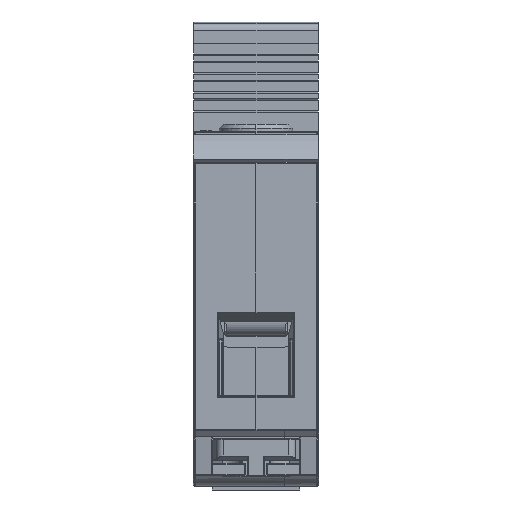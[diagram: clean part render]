
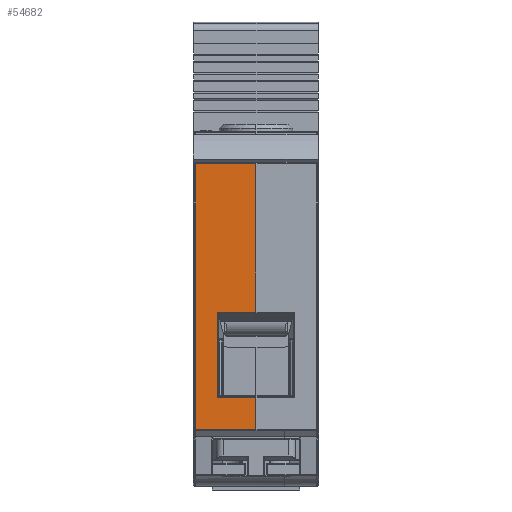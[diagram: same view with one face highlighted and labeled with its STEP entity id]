
A CAD part, front view. The second image highlights one B-rep face of the part: STEP entity #54682.
In plain terms, the highlighted planar face has unit normal (0, -1, 0).
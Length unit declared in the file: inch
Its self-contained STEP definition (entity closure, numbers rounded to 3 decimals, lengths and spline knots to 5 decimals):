
#351 = DIRECTION ( 'NONE',  ( 0., -1., 0. ) ) ;
#1074 = EDGE_CURVE ( 'NONE', #159841, #130599, #38015, .T. ) ;
#4426 = CARTESIAN_POINT ( 'NONE',  ( -0.21755, -1.77165, -0.49812 ) ) ;
#5783 = ORIENTED_EDGE ( 'NONE', *, *, #141391, .T. ) ;
#6234 = ORIENTED_EDGE ( 'NONE', *, *, #109029, .T. ) ;
#7133 = CARTESIAN_POINT ( 'NONE',  ( 0., -1.77165, -0.49812 ) ) ;
#13922 = ORIENTED_EDGE ( 'NONE', *, *, #78469, .T. ) ;
#20398 = DIRECTION ( 'NONE',  ( 0., 0., 1. ) ) ;
#21120 = CARTESIAN_POINT ( 'NONE',  ( 0., -1.77165, -0.49812 ) ) ;
#23283 = DIRECTION ( 'NONE',  ( 0., 0., 1. ) ) ;
#25158 = LINE ( 'NONE', #151534, #104873 ) ;
#32603 = LINE ( 'NONE', #65025, #87373 ) ;
#32765 = CARTESIAN_POINT ( 'NONE',  ( 0., -1.77165, -0.67748 ) ) ;
#33181 = EDGE_CURVE ( 'NONE', #155034, #90750, #146835, .T. ) ;
#33398 = LINE ( 'NONE', #143910, #70147 ) ;
#37254 = LINE ( 'NONE', #126133, #133530 ) ;
#38015 = LINE ( 'NONE', #7133, #106697 ) ;
#40104 = VERTEX_POINT ( 'NONE', #84835 ) ;
#44024 = ORIENTED_EDGE ( 'NONE', *, *, #170599, .T. ) ;
#46314 = VERTEX_POINT ( 'NONE', #53185 ) ;
#51848 = DIRECTION ( 'NONE',  ( 0., 0., 1. ) ) ;
#53185 = CARTESIAN_POINT ( 'NONE',  ( -0.21755, -1.77165, -0.01858 ) ) ;
#54682 = ADVANCED_FACE ( 'NONE', ( #143575 ), #85521, .T. ) ;
#62627 = ORIENTED_EDGE ( 'NONE', *, *, #33181, .F. ) ;
#65025 = CARTESIAN_POINT ( 'NONE',  ( -0.21755, -1.77165, 0.99409 ) ) ;
#69269 = AXIS2_PLACEMENT_3D ( 'NONE', #142640, #351, #71468 ) ;
#70147 = VECTOR ( 'NONE', #172875, 39.37008 ) ;
#71468 = DIRECTION ( 'NONE',  ( 0., 0., -1. ) ) ;
#75410 = CARTESIAN_POINT ( 'NONE',  ( -0.34055, -1.77165, -0.67748 ) ) ;
#77740 = EDGE_CURVE ( 'NONE', #130599, #46314, #32603, .T. ) ;
#78469 = EDGE_CURVE ( 'NONE', #46314, #40104, #167780, .T. ) ;
#82546 = DIRECTION ( 'NONE',  ( 1., 0., 0. ) ) ;
#84835 = CARTESIAN_POINT ( 'NONE',  ( 0., -1.77165, -0.01858 ) ) ;
#85521 = PLANE ( 'NONE',  #69269 ) ;
#85655 = ORIENTED_EDGE ( 'NONE', *, *, #1074, .T. ) ;
#86192 = ORIENTED_EDGE ( 'NONE', *, *, #77740, .T. ) ;
#87373 = VECTOR ( 'NONE', #117772, 39.37008 ) ;
#89575 = ORIENTED_EDGE ( 'NONE', *, *, #174178, .T. ) ;
#90750 = VERTEX_POINT ( 'NONE', #100143 ) ;
#92421 = VERTEX_POINT ( 'NONE', #172011 ) ;
#98245 = VECTOR ( 'NONE', #51848, 39.37008 ) ;
#100143 = CARTESIAN_POINT ( 'NONE',  ( -0.34055, -1.77165, 0.81152 ) ) ;
#104873 = VECTOR ( 'NONE', #23283, 39.37008 ) ;
#105616 = CARTESIAN_POINT ( 'NONE',  ( -0.34055, -1.77165, 0.81152 ) ) ;
#106697 = VECTOR ( 'NONE', #179313, 39.37008 ) ;
#109029 = EDGE_CURVE ( 'NONE', #40104, #92421, #25158, .T. ) ;
#117772 = DIRECTION ( 'NONE',  ( 0., 0., 1. ) ) ;
#122979 = VECTOR ( 'NONE', #20398, 39.37008 ) ;
#126133 = CARTESIAN_POINT ( 'NONE',  ( 0., -1.77165, 0.81152 ) ) ;
#130599 = VERTEX_POINT ( 'NONE', #4426 ) ;
#133530 = VECTOR ( 'NONE', #183193, 39.37008 ) ;
#141391 = EDGE_CURVE ( 'NONE', #155034, #178264, #33398, .T. ) ;
#142640 = CARTESIAN_POINT ( 'NONE',  ( 0., -1.77165, 0.99409 ) ) ;
#143575 = FACE_OUTER_BOUND ( 'NONE', #169738, .T. ) ;
#143910 = CARTESIAN_POINT ( 'NONE',  ( 0., -1.77165, -0.67748 ) ) ;
#146835 = LINE ( 'NONE', #105616, #122979 ) ;
#151534 = CARTESIAN_POINT ( 'NONE',  ( 0., -1.77165, 0.99409 ) ) ;
#153709 = CARTESIAN_POINT ( 'NONE',  ( 0., -1.77165, -0.01858 ) ) ;
#155034 = VERTEX_POINT ( 'NONE', #75410 ) ;
#159841 = VERTEX_POINT ( 'NONE', #21120 ) ;
#167780 = LINE ( 'NONE', #153709, #183162 ) ;
#167885 = CARTESIAN_POINT ( 'NONE',  ( 0., -1.77165, 0.99409 ) ) ;
#169738 = EDGE_LOOP ( 'NONE', ( #89575, #85655, #86192, #13922, #6234, #44024, #62627, #5783 ) ) ;
#170599 = EDGE_CURVE ( 'NONE', #92421, #90750, #37254, .T. ) ;
#172011 = CARTESIAN_POINT ( 'NONE',  ( 0., -1.77165, 0.81152 ) ) ;
#172875 = DIRECTION ( 'NONE',  ( 1., 0., 0. ) ) ;
#174178 = EDGE_CURVE ( 'NONE', #178264, #159841, #180026, .T. ) ;
#178264 = VERTEX_POINT ( 'NONE', #32765 ) ;
#179313 = DIRECTION ( 'NONE',  ( -1., 0., 0. ) ) ;
#180026 = LINE ( 'NONE', #167885, #98245 ) ;
#183162 = VECTOR ( 'NONE', #82546, 39.37008 ) ;
#183193 = DIRECTION ( 'NONE',  ( -1., 0., 0. ) ) ;
